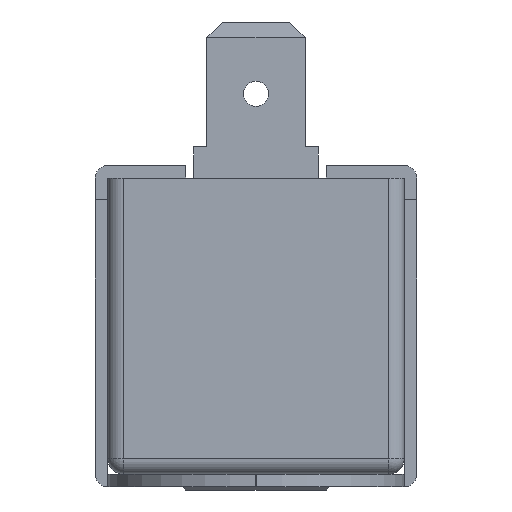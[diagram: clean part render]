
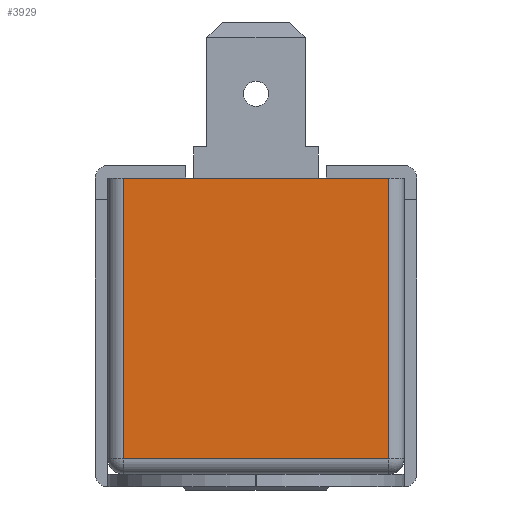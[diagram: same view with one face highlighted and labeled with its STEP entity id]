
A CAD part, left-side view. The second image highlights one B-rep face of the part: STEP entity #3929.
In plain terms, the highlighted planar face has unit normal (-1, 0, 0).
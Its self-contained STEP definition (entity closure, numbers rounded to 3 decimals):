
#140 = ORIENTED_EDGE ( 'NONE', *, *, #5378, .T. ) ;
#677 = DIRECTION ( 'NONE',  ( 0., 0., 1. ) ) ;
#737 = CARTESIAN_POINT ( 'NONE',  ( -26.473, -15.442, 15.183 ) ) ;
#741 = VERTEX_POINT ( 'NONE', #1560 ) ;
#1153 = ORIENTED_EDGE ( 'NONE', *, *, #2805, .T. ) ;
#1254 = CARTESIAN_POINT ( 'NONE',  ( -26.473, -14.442, 15.183 ) ) ;
#1377 = DIRECTION ( 'NONE',  ( 0., -1., 0. ) ) ;
#1560 = CARTESIAN_POINT ( 'NONE',  ( -26.473, -14.442, 15.183 ) ) ;
#1768 = DIRECTION ( 'NONE',  ( 0., -1., 0. ) ) ;
#1792 = VECTOR ( 'NONE', #1377, 1000. ) ;
#1973 = VECTOR ( 'NONE', #1768, 1000. ) ;
#2094 = PLANE ( 'NONE',  #2693 ) ;
#2522 = VERTEX_POINT ( 'NONE', #5202 ) ;
#2693 = AXIS2_PLACEMENT_3D ( 'NONE', #737, #5654, #2982 ) ;
#2760 = VECTOR ( 'NONE', #677, 1000. ) ;
#2805 = EDGE_CURVE ( 'NONE', #5432, #741, #5270, .T. ) ;
#2875 = VECTOR ( 'NONE', #5147, 1000. ) ;
#2982 = DIRECTION ( 'NONE',  ( 0., 0., -1. ) ) ;
#3130 = CARTESIAN_POINT ( 'NONE',  ( -26.473, -15.442, 15.183 ) ) ;
#3929 = ADVANCED_FACE ( 'NONE', ( #4841 ), #2094, .F. ) ;
#3984 = CARTESIAN_POINT ( 'NONE',  ( -26.473, -15.442, -2.817 ) ) ;
#4034 = ORIENTED_EDGE ( 'NONE', *, *, #4108, .F. ) ;
#4065 = LINE ( 'NONE', #5559, #2875 ) ;
#4108 = EDGE_CURVE ( 'NONE', #2522, #741, #4147, .T. ) ;
#4147 = LINE ( 'NONE', #3130, #1792 ) ;
#4339 = VERTEX_POINT ( 'NONE', #4700 ) ;
#4700 = CARTESIAN_POINT ( 'NONE',  ( -26.473, 2.558, -2.817 ) ) ;
#4841 = FACE_OUTER_BOUND ( 'NONE', #5157, .T. ) ;
#4889 = EDGE_CURVE ( 'NONE', #2522, #4339, #4065, .T. ) ;
#5013 = ORIENTED_EDGE ( 'NONE', *, *, #4889, .T. ) ;
#5147 = DIRECTION ( 'NONE',  ( 0., 0., -1. ) ) ;
#5157 = EDGE_LOOP ( 'NONE', ( #4034, #5013, #140, #1153 ) ) ;
#5202 = CARTESIAN_POINT ( 'NONE',  ( -26.473, 2.558, 15.183 ) ) ;
#5270 = LINE ( 'NONE', #1254, #2760 ) ;
#5355 = CARTESIAN_POINT ( 'NONE',  ( -26.473, -14.442, -2.817 ) ) ;
#5378 = EDGE_CURVE ( 'NONE', #4339, #5432, #5383, .T. ) ;
#5383 = LINE ( 'NONE', #3984, #1973 ) ;
#5432 = VERTEX_POINT ( 'NONE', #5355 ) ;
#5559 = CARTESIAN_POINT ( 'NONE',  ( -26.473, 2.558, 15.183 ) ) ;
#5654 = DIRECTION ( 'NONE',  ( 1., 0., 0. ) ) ;
